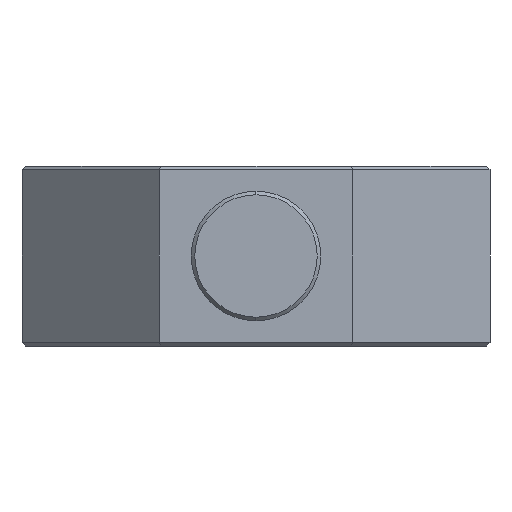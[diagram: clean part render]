
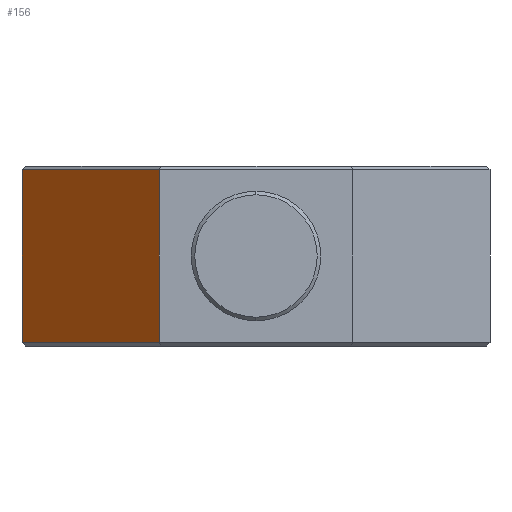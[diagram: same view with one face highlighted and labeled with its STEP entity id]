
A CAD part, left-side view. The second image highlights one B-rep face of the part: STEP entity #156.
In plain terms, the highlighted planar face has unit normal (-0.707, 0.707, 0).
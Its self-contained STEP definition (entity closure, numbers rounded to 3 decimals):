
#36 = LINE ( 'NONE', #1662, #902 ) ;
#80 = VECTOR ( 'NONE', #1140, 1000. ) ;
#156 = ADVANCED_FACE ( 'NONE', ( #1105 ), #293, .F. ) ;
#288 = CARTESIAN_POINT ( 'NONE',  ( -32.5, 13.462, -12. ) ) ;
#293 = PLANE ( 'NONE',  #304 ) ;
#304 = AXIS2_PLACEMENT_3D ( 'NONE', #1753, #1405, #618 ) ;
#326 = EDGE_CURVE ( 'NONE', #2082, #1845, #2089, .T. ) ;
#400 = ORIENTED_EDGE ( 'NONE', *, *, #806, .T. ) ;
#477 = CARTESIAN_POINT ( 'NONE',  ( -13.462, 32.5, 12.5 ) ) ;
#493 = DIRECTION ( 'NONE',  ( 0., 0., -1. ) ) ;
#545 = CARTESIAN_POINT ( 'NONE',  ( -13.462, 32.5, -12. ) ) ;
#618 = DIRECTION ( 'NONE',  ( 0.707, 0.707, 0. ) ) ;
#704 = LINE ( 'NONE', #1510, #1814 ) ;
#785 = EDGE_LOOP ( 'NONE', ( #400, #1185, #2109, #1917 ) ) ;
#806 = EDGE_CURVE ( 'NONE', #1408, #2082, #2104, .T. ) ;
#901 = CARTESIAN_POINT ( 'NONE',  ( -13.462, 32.5, 12. ) ) ;
#902 = VECTOR ( 'NONE', #1384, 1000. ) ;
#1095 = VECTOR ( 'NONE', #1313, 1000. ) ;
#1105 = FACE_OUTER_BOUND ( 'NONE', #785, .T. ) ;
#1140 = DIRECTION ( 'NONE',  ( 0., 0., -1. ) ) ;
#1146 = CARTESIAN_POINT ( 'NONE',  ( -32.5, 13.462, 12. ) ) ;
#1185 = ORIENTED_EDGE ( 'NONE', *, *, #326, .T. ) ;
#1305 = VERTEX_POINT ( 'NONE', #1146 ) ;
#1313 = DIRECTION ( 'NONE',  ( -0.707, -0.707, 0. ) ) ;
#1384 = DIRECTION ( 'NONE',  ( 0.707, 0.707, 0. ) ) ;
#1405 = DIRECTION ( 'NONE',  ( 0.707, -0.707, 0. ) ) ;
#1408 = VERTEX_POINT ( 'NONE', #901 ) ;
#1510 = CARTESIAN_POINT ( 'NONE',  ( -32.5, 13.462, 12.5 ) ) ;
#1596 = CARTESIAN_POINT ( 'NONE',  ( -13.462, 32.5, -12. ) ) ;
#1662 = CARTESIAN_POINT ( 'NONE',  ( -13.462, 32.5, 12. ) ) ;
#1681 = EDGE_CURVE ( 'NONE', #1305, #1408, #36, .T. ) ;
#1753 = CARTESIAN_POINT ( 'NONE',  ( -13.462, 32.5, 12.5 ) ) ;
#1814 = VECTOR ( 'NONE', #493, 1000. ) ;
#1845 = VERTEX_POINT ( 'NONE', #288 ) ;
#1896 = EDGE_CURVE ( 'NONE', #1305, #1845, #704, .T. ) ;
#1917 = ORIENTED_EDGE ( 'NONE', *, *, #1681, .T. ) ;
#2082 = VERTEX_POINT ( 'NONE', #545 ) ;
#2089 = LINE ( 'NONE', #1596, #1095 ) ;
#2104 = LINE ( 'NONE', #477, #80 ) ;
#2109 = ORIENTED_EDGE ( 'NONE', *, *, #1896, .F. ) ;
